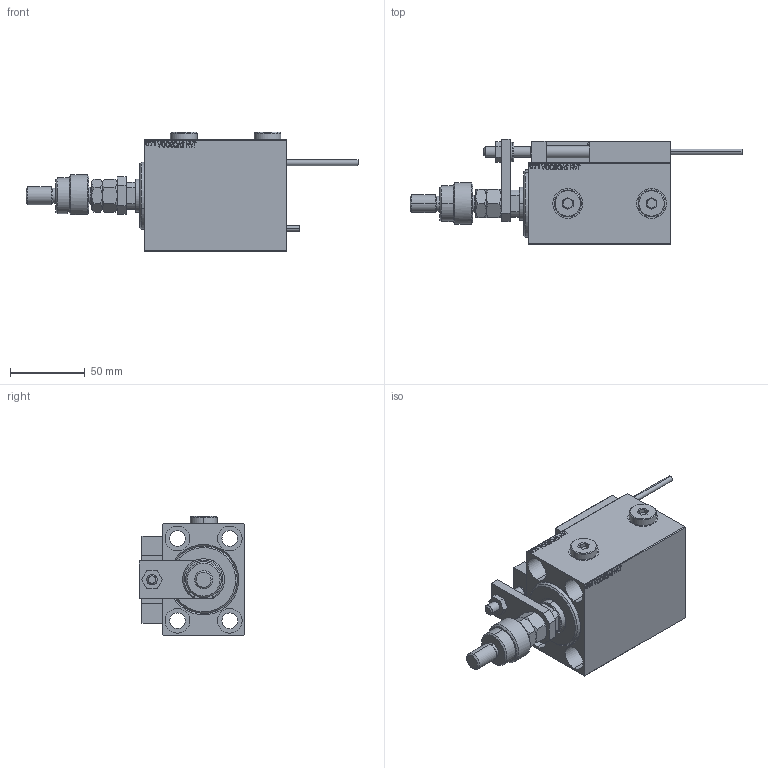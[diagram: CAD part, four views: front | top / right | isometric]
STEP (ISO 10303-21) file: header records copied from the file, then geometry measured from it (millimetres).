
FILE_DESCRIPTION (( 'STEP AP203' ), '1' );
FILE_NAME ('d318.STEP', '2024-02-13T04:23:45', ( '' ), ( '' ), 'SwSTEP 2.0', 'SolidWorks 2019', '' );
FILE_SCHEMA (( 'CONFIG_CONTROL_DESIGN' ));
Length unit declared in the file: millimetre
Products named in the file (19): V450CM_VC_B afc49d5a9ed8003d76873ca31426c932; FEMALE_PART_FOR_DFA afc49d5a9ed8003d76873ca31426c932; SWITCH DIM B,W afc49d5a9ed8003d76873ca31426c932; V450CM_C_Body afc49d5a9ed8003d76873ca31426c932; ALLEN BOLT D8 afc49d5a9ed8003d76873ca31426c932; d318; SWITCH X afc49d5a9ed8003d76873ca31426c932; ZARAZKA afc49d5a9ed8003d76873ca31426c932; TYC_L79 afc49d5a9ed8003d76873ca31426c932; X_Y_DFA afc49d5a9ed8003d76873ca31426c932; MAGNET afc49d5a9ed8003d76873ca31426c932; V450CM_C_VCP afc49d5a9ed8003d76873ca31426c932; ALLEN BOLT D5 afc49d5a9ed8003d76873ca31426c932; KONCOVKA afc49d5a9ed8003d76873ca31426c932; NUT_D12 afc49d5a9ed8003d76873ca31426c932; Zatka_OIL_PORT afc49d5a9ed8003d76873ca31426c932; Block afc49d5a9ed8003d76873ca31426c932; SWITCH_X_FRONT_BACK afc49d5a9ed8003d76873ca31426c932; MFA afc49d5a9ed8003d76873ca31426c932
Assembly tree (29 placements, depth 3):
  d318
    V450CM_C_Body afc49d5a9ed8003d76873ca31426c932
    SWITCH X afc49d5a9ed8003d76873ca31426c932
      SWITCH_X_FRONT_BACK afc49d5a9ed8003d76873ca31426c932  x2
      TYC_L79 afc49d5a9ed8003d76873ca31426c932
      Block afc49d5a9ed8003d76873ca31426c932  x2
      ALLEN BOLT D5 afc49d5a9ed8003d76873ca31426c932  x4
      ALLEN BOLT D8 afc49d5a9ed8003d76873ca31426c932  x4
      MAGNET afc49d5a9ed8003d76873ca31426c932  x2
      KONCOVKA afc49d5a9ed8003d76873ca31426c932  x2
    NUT_D12 afc49d5a9ed8003d76873ca31426c932
    SWITCH DIM B,W afc49d5a9ed8003d76873ca31426c932
    ZARAZKA afc49d5a9ed8003d76873ca31426c932
    V450CM_C_VCP afc49d5a9ed8003d76873ca31426c932
    V450CM_VC_B afc49d5a9ed8003d76873ca31426c932
    X_Y_DFA afc49d5a9ed8003d76873ca31426c932
      FEMALE_PART_FOR_DFA afc49d5a9ed8003d76873ca31426c932
      MFA afc49d5a9ed8003d76873ca31426c932
    Zatka_OIL_PORT afc49d5a9ed8003d76873ca31426c932  x2
Bounding box: 222 x 70.5 x 79.9 mm (x, y, z)
Volume: 397661.9 mm3; surface area: 106253 mm2
Topology: 27 solids, 27 shells, 1421 faces, 3370 edges, 2139 vertices
Faces by surface type: plane 622, bspline 380, cylinder 217, cone 150, torus 48, sphere 4
Entity records: 54309 total; most frequent: CARTESIAN_POINT 27004, ORIENTED_EDGE 5680, DIRECTION 4010, EDGE_CURVE 2840, VERTEX_POINT 1839, LINE 1592, VECTOR 1592, EDGE_LOOP 1323
